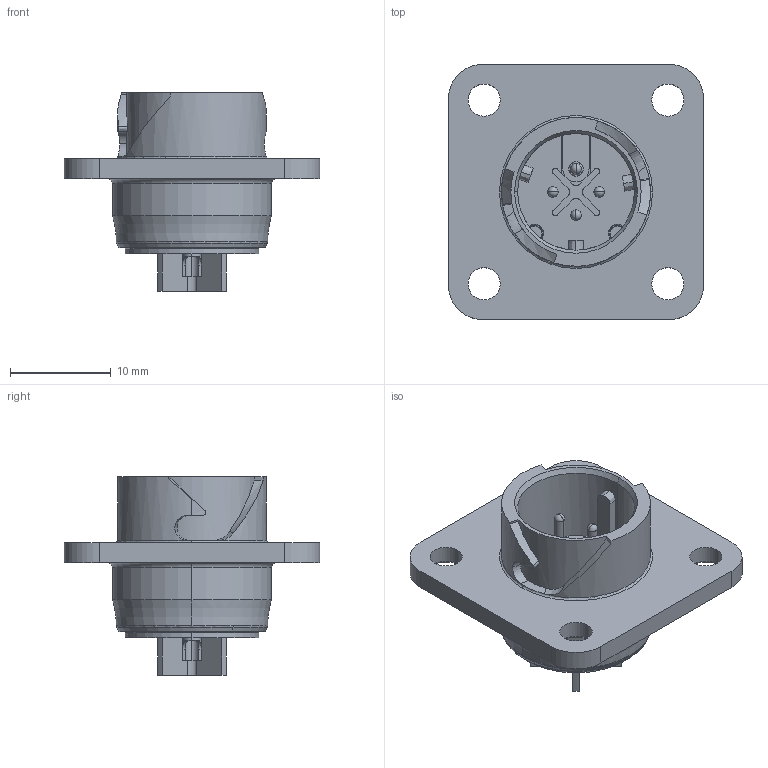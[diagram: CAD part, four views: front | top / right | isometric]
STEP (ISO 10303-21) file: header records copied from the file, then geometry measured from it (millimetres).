
FILE_DESCRIPTION(('OneSpaceDesigner STEP Export'),'2;1');
FILE_NAME('HR34B-12WRB-4P.stp','2007-09-28T17:15:45',(''),(''),'OneSpace Designer STEP processor for AP214 (Solid Model)','OneSpace Modeling 15.00A 14-Mar-2007 (C) CoCreate Software GmbH','');
FILE_SCHEMA(('AUTOMOTIVE_DESIGN { 1 0 10303 214 1 1 1 1 }'));
Length unit declared in the file: millimetre
Products named in the file (2): HR34B-12WRB-4P
Assembly tree (1 placements, depth 2):
  HR34B-12WRB-4P
    HR34B-12WRB-4P
Bounding box: 25.4 x 25.4 x 19.75 mm (x, y, z)
Volume: 2591.4 mm3; surface area: 3981.8 mm2
Topology: 1 solids, 4 shells, 442 faces, 1215 edges, 776 vertices
Faces by surface type: cylinder 172, plane 160, cone 56, torus 26, bspline 20, sphere 8
Entity records: 18624 total; most frequent: CARTESIAN_POINT 8489, ORIENTED_EDGE 2398, DIRECTION 1759, EDGE_CURVE 1199, VERTEX_POINT 776, AXIS2_PLACEMENT_3D 614, VECTOR 531, LINE 531
